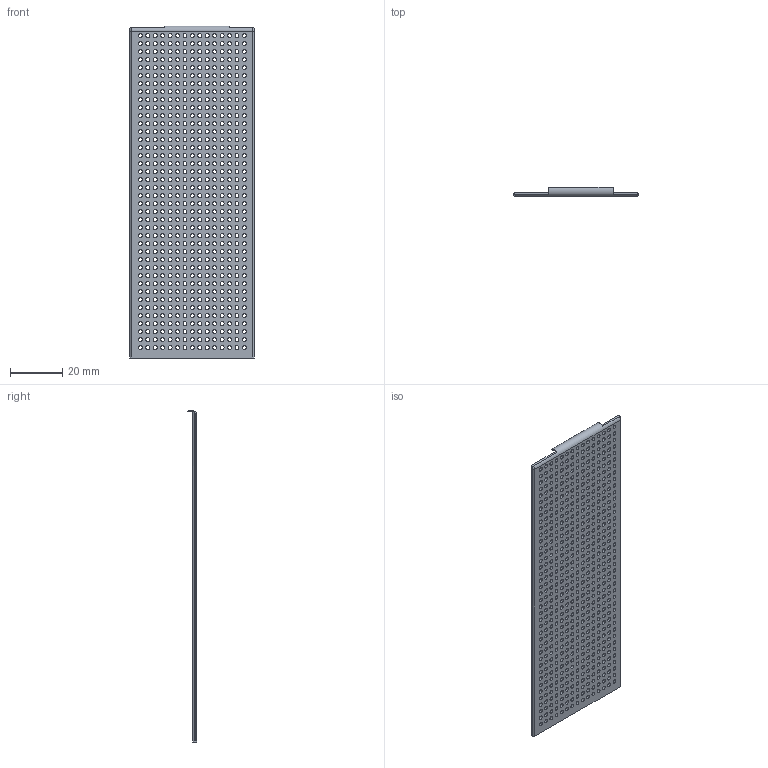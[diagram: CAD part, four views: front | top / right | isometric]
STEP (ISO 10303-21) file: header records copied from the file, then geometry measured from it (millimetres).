
FILE_DESCRIPTION(/* description */ (''),/* implementation_level */ '2;1');
FILE_NAME(/* name */ 'Carbon box cover v2.step',/* time_stamp */ '2025-06-10T11:33:10-04:00',/* author */ (''),/* organization */ (''),/* preprocessor_version */ 'ST-DEVELOPER v20.1',/* originating_system */ 'Autodesk Translation Framework v14.10.0.0',/* authorisation */ '');
FILE_SCHEMA (('AUTOMOTIVE_DESIGN { 1 0 10303 214 3 1 1 }'));
Length unit declared in the file: millimetre
Products named in the file (2): Carbon box cover; Carbon Box Cover_1
Assembly tree (1 placements, depth 2):
  Carbon box cover
    Carbon Box Cover_1
Bounding box: 47.7 x 3.48 x 127.66 mm (x, y, z)
Volume: 7242.3 mm3; surface area: 14586.2 mm2
Topology: 1 solids, 1 shells, 617 faces, 1841 edges, 1226 vertices
Faces by surface type: cylinder 605, plane 10, torus 2
Full cylindrical faces by diameter (mm): 1.5 x600
Entity records: 23970 total; most frequent: DIRECTION 4291, CARTESIAN_POINT 3715, ORIENTED_EDGE 3682, EDGE_CURVE 1841, AXIS2_PLACEMENT_3D 1834, EDGE_LOOP 1817, VERTEX_POINT 1226, CIRCLE 1214
